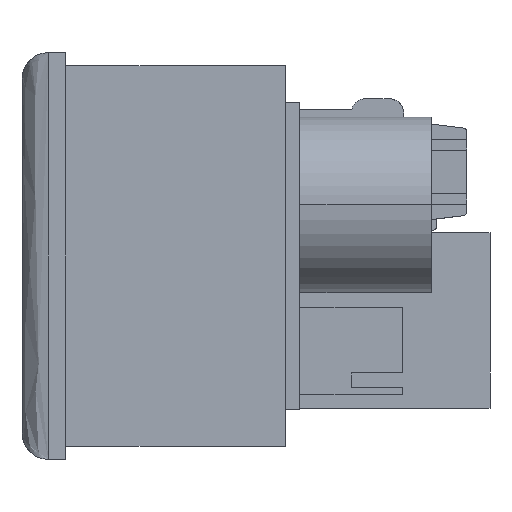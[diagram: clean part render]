
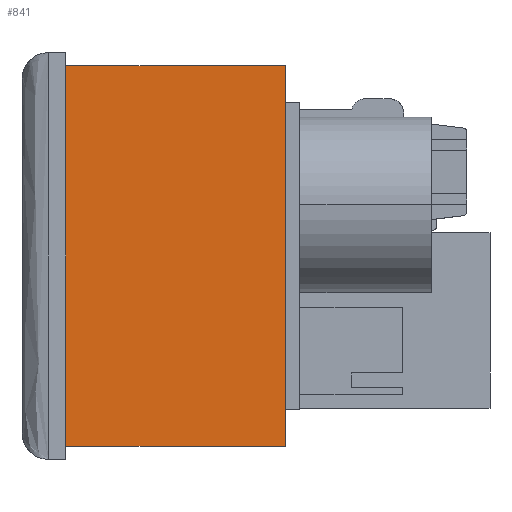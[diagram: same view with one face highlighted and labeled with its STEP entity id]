
A CAD part, left-side view. The second image highlights one B-rep face of the part: STEP entity #841.
In plain terms, the highlighted free-form (B-spline) face has degree [1, 1] with [2, 2] control points.
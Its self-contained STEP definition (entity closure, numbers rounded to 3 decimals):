
#265 = VERTEX_POINT('',#266);
#266 = CARTESIAN_POINT('',(-18.54,0.,
    -10.594));
#271 = EDGE_CURVE('',#272,#265,#274,.T.);
#272 = VERTEX_POINT('',#273);
#273 = CARTESIAN_POINT('',(-18.54,0.,
    10.594));
#274 = B_SPLINE_CURVE_WITH_KNOTS('',1,(#275,#276),.UNSPECIFIED.,.F.,.F.,
  (2,2),(-26.,-0.),.PIECEWISE_BEZIER_KNOTS.);
#275 = CARTESIAN_POINT('',(-18.54,0.,
    10.594));
#276 = CARTESIAN_POINT('',(-18.54,0.,
    -10.594));
#753 = VERTEX_POINT('',#754);
#754 = CARTESIAN_POINT('',(-18.54,-12.224,
    10.594));
#759 = EDGE_CURVE('',#753,#760,#762,.T.);
#760 = VERTEX_POINT('',#761);
#761 = CARTESIAN_POINT('',(-18.54,-12.224,
    -10.594));
#762 = B_SPLINE_CURVE_WITH_KNOTS('',1,(#763,#764),.UNSPECIFIED.,.F.,.F.,
  (2,2),(-26.,-0.),.PIECEWISE_BEZIER_KNOTS.);
#763 = CARTESIAN_POINT('',(-18.54,-12.224,
    10.594));
#764 = CARTESIAN_POINT('',(-18.54,-12.224,
    -10.594));
#830 = EDGE_CURVE('',#753,#272,#831,.T.);
#831 = B_SPLINE_CURVE_WITH_KNOTS('',1,(#832,#833),.UNSPECIFIED.,.F.,.F.,
  (2,2),(0.,15.),.PIECEWISE_BEZIER_KNOTS.);
#832 = CARTESIAN_POINT('',(-18.54,-12.224,
    10.594));
#833 = CARTESIAN_POINT('',(-18.54,0.,
    10.594));
#841 = ADVANCED_FACE('',(#842),#852,.F.);
#842 = FACE_BOUND('',#843,.T.);
#843 = EDGE_LOOP('',(#844,#845,#850,#851));
#844 = ORIENTED_EDGE('',*,*,#271,.T.);
#845 = ORIENTED_EDGE('',*,*,#846,.F.);
#846 = EDGE_CURVE('',#760,#265,#847,.T.);
#847 = B_SPLINE_CURVE_WITH_KNOTS('',1,(#848,#849),.UNSPECIFIED.,.F.,.F.,
  (2,2),(0.,15.),.PIECEWISE_BEZIER_KNOTS.);
#848 = CARTESIAN_POINT('',(-18.54,-12.224,
    -10.594));
#849 = CARTESIAN_POINT('',(-18.54,0.,
    -10.594));
#850 = ORIENTED_EDGE('',*,*,#759,.F.);
#851 = ORIENTED_EDGE('',*,*,#830,.T.);
#852 = B_SPLINE_SURFACE_WITH_KNOTS('',1,1,(
    (#853,#854)
    ,(#855,#856
    )),.UNSPECIFIED.,.F.,.F.,.F.,(2,2),(2,2),(0.,15.),(0.,26.),
  .PIECEWISE_BEZIER_KNOTS.);
#853 = CARTESIAN_POINT('',(-18.54,-12.224,
    -10.594));
#854 = CARTESIAN_POINT('',(-18.54,-12.224,
    10.594));
#855 = CARTESIAN_POINT('',(-18.54,0.,
    -10.594));
#856 = CARTESIAN_POINT('',(-18.54,0.,
    10.594));
